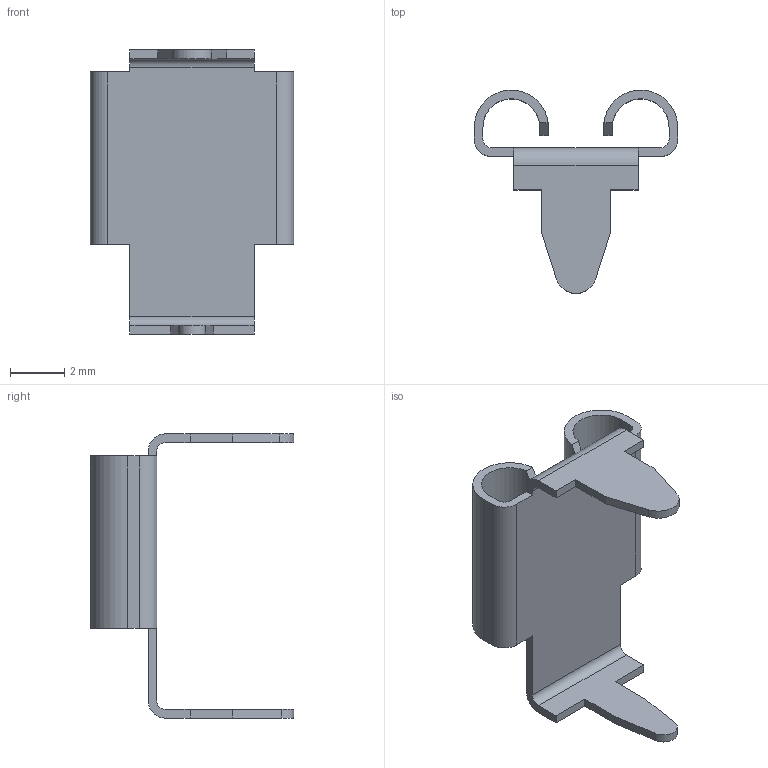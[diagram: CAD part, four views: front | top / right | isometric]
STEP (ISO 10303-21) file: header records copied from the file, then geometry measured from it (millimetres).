
FILE_DESCRIPTION((''),'2;1');
FILE_NAME('C-1217107-1','2019-09-26T07:07:33',('workeradm'),('TE Connectivity Ltd.'),'CREO PARAMETRIC BY PTC INC, 2019030','CREO PARAMETRIC BY PTC INC, 2019030','');
FILE_SCHEMA(('AUTOMOTIVE_DESIGN { 1 0 10303 214 1 1 1 1 }'));
Length unit declared in the file: millimetre
Products named in the file (1): C-1217107-1
Bounding box: 7.49 x 7.48 x 10.46 mm (x, y, z)
Volume: 47 mm3; surface area: 316.1 mm2
Topology: 1 solids, 1 shells, 54 faces, 156 edges, 104 vertices
Faces by surface type: plane 40, cylinder 14
Entity records: 1960 total; most frequent: CARTESIAN_POINT 332, ORIENTED_EDGE 312, DIRECTION 284, EDGE_CURVE 156, VECTOR 120, LINE 120, VERTEX_POINT 104, AXIS2_PLACEMENT_3D 82
